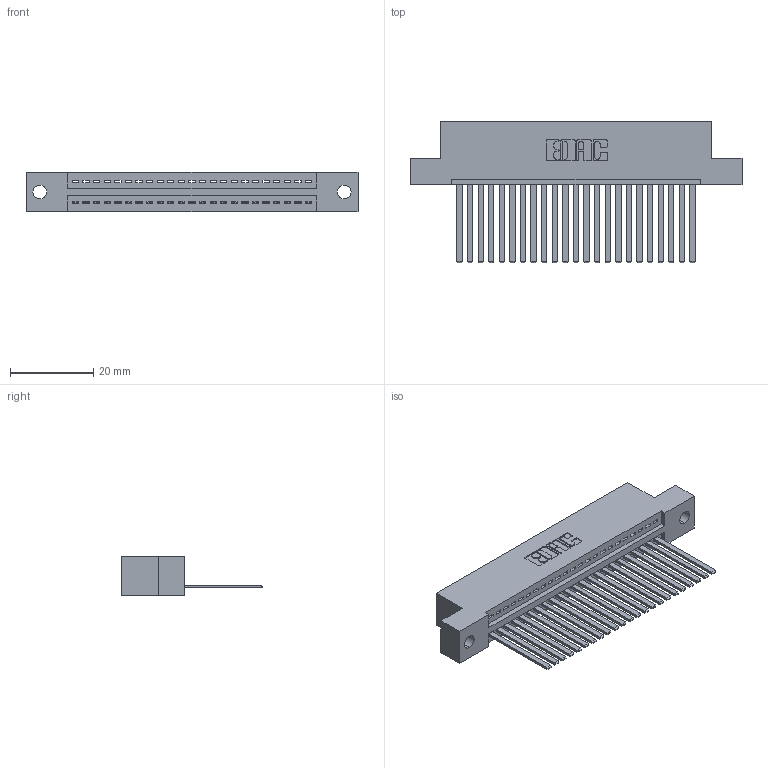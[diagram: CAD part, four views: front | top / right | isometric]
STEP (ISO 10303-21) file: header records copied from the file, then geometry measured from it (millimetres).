
FILE_DESCRIPTION (( 'STEP AP203' ), '1' );
FILE_NAME ('395-023-544-102.STEP', '2019-10-18T05:04:46', ( '' ), ( '' ), 'SwSTEP 2.0', 'SolidWorks 2016', '' );
FILE_SCHEMA (( 'CONFIG_CONTROL_DESIGN' ));
Length unit declared in the file: inch
Products named in the file (3): 345-292-001_345-293-144; 345 Part_Flush Mounting Lugs - 0.128 Dia; 395-023-544-102
Assembly tree (24 placements, depth 2):
  395-023-544-102
    345 Part_Flush Mounting Lugs - 0.128 Dia
    345-292-001_345-293-144  x23
Bounding box: 79.63 x 33.96 x 9.4 mm (x, y, z)
Volume: 7637.3 mm3; surface area: 10419.2 mm2
Topology: 24 solids, 24 shells, 1322 faces, 3975 edges, 2618 vertices
Faces by surface type: plane 908, cylinder 414
Entity records: 19687 total; most frequent: CARTESIAN_POINT 3417, ORIENTED_EDGE 3374, DIRECTION 3009, EDGE_CURVE 1687, LINE 1467, VECTOR 1467, VERTEX_POINT 1122, AXIS2_PLACEMENT_3D 771
